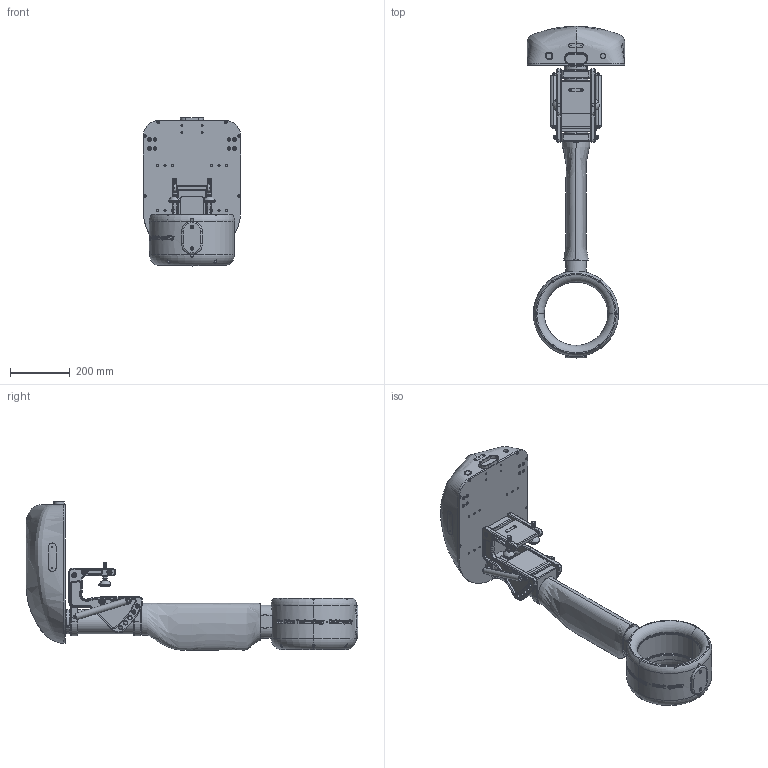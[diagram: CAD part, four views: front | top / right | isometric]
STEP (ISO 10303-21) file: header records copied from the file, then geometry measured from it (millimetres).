
FILE_DESCRIPTION (( 'STEP AP214' ), '1' );
FILE_NAME ('P-104-030-rev-D-212.STEP', '2021-11-11T14:46:03', ( '' ), ( '' ), 'SwSTEP 2.0', 'SolidWorks 2021', '' );
FILE_SCHEMA (( 'AUTOMOTIVE_DESIGN' ));
Length unit declared in the file: millimetre
Products named in the file (1): P-104-030-rev-D-212
Bounding box: 325 x 1106.52 x 495.13 mm (x, y, z)
Volume: 23189607.6 mm3; surface area: 1343680 mm2
Topology: 1 solids, 4 shells, 2438 faces, 6012 edges, 3728 vertices
Faces by surface type: plane 875, cylinder 717, cone 364, bspline 354, torus 112, sphere 16
Entity records: 194888 total; most frequent: CARTESIAN_POINT 121466, ORIENTED_EDGE 11882, DIRECTION 10278, EDGE_CURVE 5941, AXIS2_PLACEMENT_3D 3929, VERTEX_POINT 3720, EDGE_LOOP 2709, ADVANCED_FACE 2438
